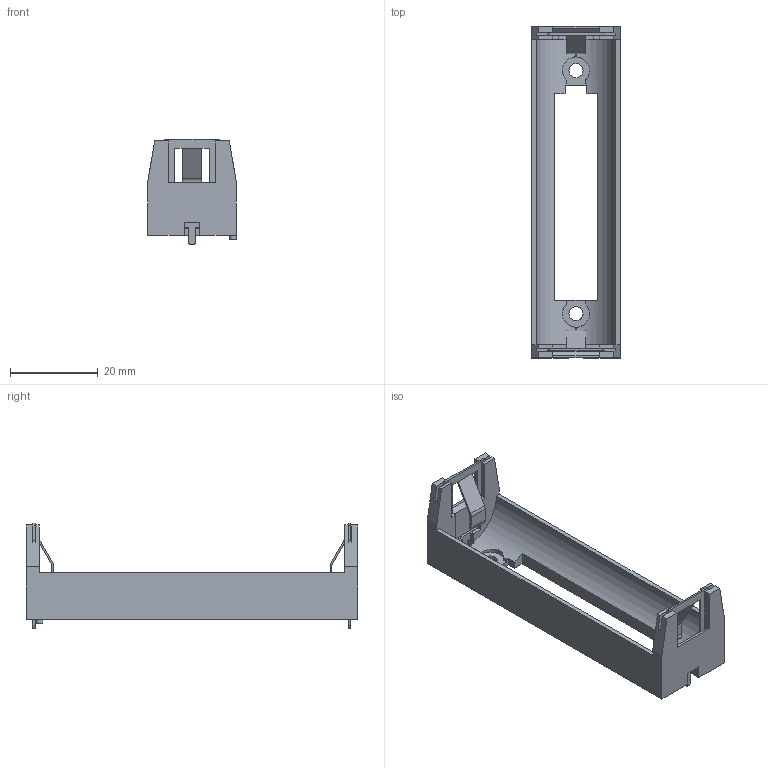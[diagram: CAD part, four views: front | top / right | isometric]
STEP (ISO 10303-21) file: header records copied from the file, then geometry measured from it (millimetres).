
FILE_DESCRIPTION(/* description */ (''),/* implementation_level */ '2;1');
FILE_NAME(/* name */ 'COMF BHC-18650-1P .step',/* time_stamp */ '2018-12-04T18:58:00+01:00',/* author */ ('specialized864'),/* organization */ (''),/* preprocessor_version */ 'ST-DEVELOPER v17.2',/* originating_system */ 'Autodesk Translation Framework v7.6.0.251',/* authorisation */ '');
FILE_SCHEMA (('AUTOMOTIVE_DESIGN { 1 0 10303 214 3 1 1 }'));
Length unit declared in the file: millimetre
Products named in the file (3): COMF BHC-18650-1P; pin2 v1; pin2 v1 (1)
Assembly tree (2 placements, depth 2):
  COMF BHC-18650-1P
    pin2 v1
    pin2 v1 (1)
Bounding box: 20.2 x 75.5 x 24 mm (x, y, z)
Volume: 6368.2 mm3; surface area: 7794.2 mm2
Topology: 3 solids, 3 shells, 157 faces, 456 edges, 301 vertices
Faces by surface type: plane 130, cylinder 27
Full cylindrical faces by diameter (mm): 1.5 x1, 3.2 x2
Entity records: 5370 total; most frequent: CARTESIAN_POINT 1068, ORIENTED_EDGE 912, DIRECTION 827, EDGE_CURVE 456, LINE 387, VECTOR 387, VERTEX_POINT 301, AXIS2_PLACEMENT_3D 220
